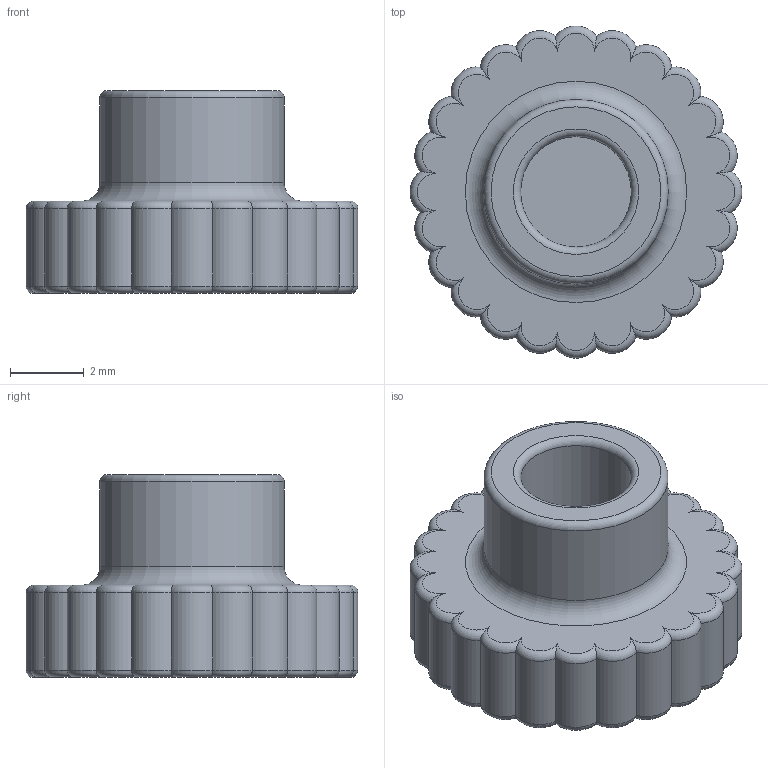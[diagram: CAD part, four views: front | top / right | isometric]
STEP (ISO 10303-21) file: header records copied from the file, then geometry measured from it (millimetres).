
FILE_DESCRIPTION(/* description */ (''),/* implementation_level */ '2;1');
FILE_NAME(/* name */ '',/* time_stamp */ '2025-03-17T07:22:18+08:00',/* author */ (''),/* organization */ (''),/* preprocessor_version */ 'ST-DEVELOPER v20',/* originating_system */ 'Autodesk Translation Framework v13.14.0.145',/* authorisation */ '');
FILE_SCHEMA (('AUTOMOTIVE_DESIGN { 1 0 10303 214 3 1 1 }'));
Length unit declared in the file: millimetre
Products named in the file (1): 旋钮
Bounding box: 9 x 9 x 5.5 mm (x, y, z)
Volume: 181 mm3; surface area: 279.1 mm2
Topology: 1 solids, 1 shells, 81 faces, 181 edges, 104 vertices
Faces by surface type: torus 51, cylinder 26, plane 4
Full cylindrical faces by diameter (mm): 3 x1, 5 x1
Entity records: 2906 total; most frequent: CARTESIAN_POINT 1087, DIRECTION 404, ORIENTED_EDGE 362, AXIS2_PLACEMENT_3D 189, EDGE_CURVE 181, CIRCLE 107, VERTEX_POINT 104, EDGE_LOOP 83
